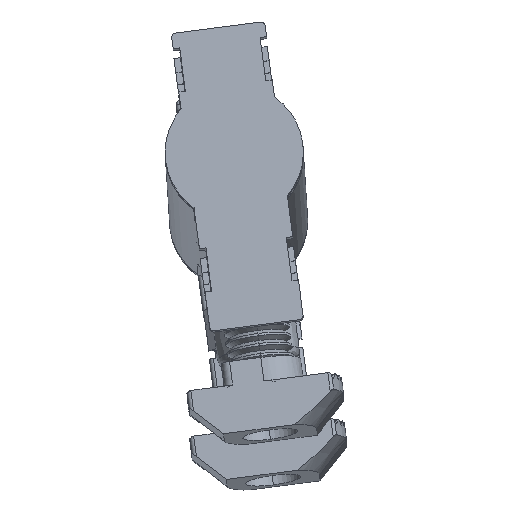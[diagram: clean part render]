
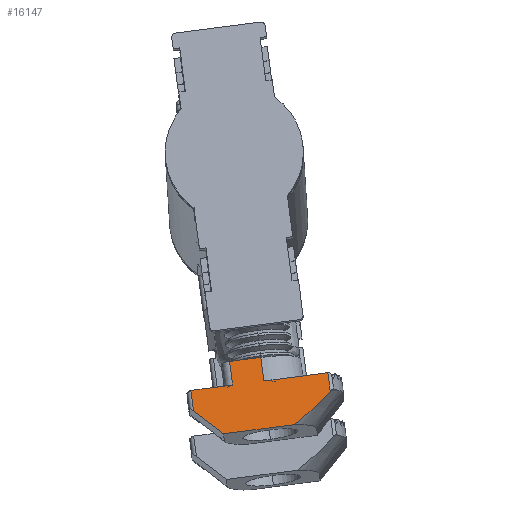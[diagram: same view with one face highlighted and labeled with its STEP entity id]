
A CAD part, top view. The second image highlights one B-rep face of the part: STEP entity #16147.
In plain terms, the highlighted planar face has unit normal (-0.011, 0.167, 0.986).
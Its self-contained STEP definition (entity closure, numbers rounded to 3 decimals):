
#138 = CARTESIAN_POINT ( 'NONE',  ( 35.274, -19.009, 5.352 ) ) ;
#519 = CARTESIAN_POINT ( 'NONE',  ( 45.127, -25.143, 6.5 ) ) ;
#691 = VERTEX_POINT ( 'NONE', #43733 ) ;
#1241 = CARTESIAN_POINT ( 'NONE',  ( 39.47, -21.4, 5.803 ) ) ;
#1242 = VECTOR ( 'NONE', #5047, 1000. ) ;
#3192 = CARTESIAN_POINT ( 'NONE',  ( 34.566, -27.849, 6.843 ) ) ;
#4315 = CARTESIAN_POINT ( 'NONE',  ( 43.998, -26.134, 6.656 ) ) ;
#4579 = ORIENTED_EDGE ( 'NONE', *, *, #4949, .F. ) ;
#4704 = VECTOR ( 'NONE', #34831, 1000. ) ;
#4949 = EDGE_CURVE ( 'NONE', #11764, #10594, #7160, .T. ) ;
#5047 = DIRECTION ( 'NONE',  ( 0.992, 0.128, -0.011 ) ) ;
#5495 = CARTESIAN_POINT ( 'NONE',  ( 30.544, -22.553, 5.901 ) ) ;
#5609 = ORIENTED_EDGE ( 'NONE', *, *, #32667, .F. ) ;
#5764 = LINE ( 'NONE', #17736, #44678 ) ;
#5907 = VERTEX_POINT ( 'NONE', #47708 ) ;
#6718 = LINE ( 'NONE', #5495, #16729 ) ;
#7160 = LINE ( 'NONE', #48746, #25992 ) ;
#7455 = VECTOR ( 'NONE', #43022, 1000. ) ;
#7829 = EDGE_LOOP ( 'NONE', ( #4579, #19823, #21304, #24335, #16387, #42424, #5609, #31953, #20019, #14790 ) ) ;
#7856 = CARTESIAN_POINT ( 'NONE',  ( 30.544, -22.553, 5.901 ) ) ;
#8091 = CARTESIAN_POINT ( 'NONE',  ( 43.188, -26.735, 6.749 ) ) ;
#9917 = CARTESIAN_POINT ( 'NONE',  ( 30.042, -22.568, 5.898 ) ) ;
#10238 = EDGE_CURVE ( 'NONE', #19254, #40290, #28685, .T. ) ;
#10294 = DIRECTION ( 'NONE',  ( 0.992, 0.128, -0.011 ) ) ;
#10594 = VERTEX_POINT ( 'NONE', #138 ) ;
#11660 = CARTESIAN_POINT ( 'NONE',  ( 34.566, -27.849, 6.843 ) ) ;
#11764 = VERTEX_POINT ( 'NONE', #19165 ) ;
#12459 = LINE ( 'NONE', #1241, #1242 ) ;
#13223 = CARTESIAN_POINT ( 'NONE',  ( 30.871, -25.045, 6.327 ) ) ;
#13500 = CARTESIAN_POINT ( 'NONE',  ( 39.092, -18.516, 5.31 ) ) ;
#13704 = DIRECTION ( 'NONE',  ( 0., 0.986, -0.167 ) ) ;
#14790 = ORIENTED_EDGE ( 'NONE', *, *, #23669, .F. ) ;
#15493 = CARTESIAN_POINT ( 'NONE',  ( 47.578, -22.638, 6.102 ) ) ;
#15637 = LINE ( 'NONE', #3192, #35746 ) ;
#15713 = B_SPLINE_CURVE_WITH_KNOTS ( 'NONE', 3,
 ( #15493, #19295, #23058, #519, #26830, #4315, #30642, #8091 ),
 .UNSPECIFIED., .F., .F.,
 ( 4, 2, 2, 4 ),
 ( 0., 0.003, 0.005, 0.006 ),
 .UNSPECIFIED. ) ;
#16147 = ADVANCED_FACE ( 'NONE', ( #27307 ), #17331, .F. ) ;
#16387 = ORIENTED_EDGE ( 'NONE', *, *, #26253, .F. ) ;
#16729 = VECTOR ( 'NONE', #35676, 1000. ) ;
#17331 = PLANE ( 'NONE',  #23973 ) ;
#17408 = EDGE_CURVE ( 'NONE', #33810, #5907, #15713, .T. ) ;
#17736 = CARTESIAN_POINT ( 'NONE',  ( 35.274, -19.009, 5.352 ) ) ;
#19165 = CARTESIAN_POINT ( 'NONE',  ( 35.652, -21.893, 5.845 ) ) ;
#19254 = VERTEX_POINT ( 'NONE', #13223 ) ;
#19295 = CARTESIAN_POINT ( 'NONE',  ( 46.899, -23.376, 6.22 ) ) ;
#19823 = ORIENTED_EDGE ( 'NONE', *, *, #21629, .F. ) ;
#20019 = ORIENTED_EDGE ( 'NONE', *, *, #21279, .F. ) ;
#20425 = CARTESIAN_POINT ( 'NONE',  ( 30.871, -25.045, 6.327 ) ) ;
#21279 = EDGE_CURVE ( 'NONE', #30230, #691, #27948, .T. ) ;
#21304 = ORIENTED_EDGE ( 'NONE', *, *, #10238, .F. ) ;
#21629 = EDGE_CURVE ( 'NONE', #40290, #11764, #6718, .T. ) ;
#22103 = CARTESIAN_POINT ( 'NONE',  ( 39.092, -18.516, 5.31 ) ) ;
#23058 = CARTESIAN_POINT ( 'NONE',  ( 46.208, -24.101, 6.335 ) ) ;
#23669 = EDGE_CURVE ( 'NONE', #10594, #30230, #5764, .T. ) ;
#23973 = AXIS2_PLACEMENT_3D ( 'NONE', #9917, #36312, #13704 ) ;
#24335 = ORIENTED_EDGE ( 'NONE', *, *, #27961, .F. ) ;
#25992 = VECTOR ( 'NONE', #26115, 1000. ) ;
#26115 = DIRECTION ( 'NONE',  ( -0.128, 0.978, -0.167 ) ) ;
#26253 = EDGE_CURVE ( 'NONE', #5907, #43635, #42807, .T. ) ;
#26830 = CARTESIAN_POINT ( 'NONE',  ( 44.759, -25.482, 6.553 ) ) ;
#27307 = FACE_OUTER_BOUND ( 'NONE', #7829, .T. ) ;
#27948 = LINE ( 'NONE', #13500, #36872 ) ;
#27961 = EDGE_CURVE ( 'NONE', #43635, #19254, #15637, .T. ) ;
#28685 = LINE ( 'NONE', #20425, #7455 ) ;
#29094 = CARTESIAN_POINT ( 'NONE',  ( 47.283, -20.391, 5.718 ) ) ;
#29849 = CARTESIAN_POINT ( 'NONE',  ( 43.188, -26.735, 6.749 ) ) ;
#30230 = VERTEX_POINT ( 'NONE', #22103 ) ;
#30642 = CARTESIAN_POINT ( 'NONE',  ( 43.605, -26.447, 6.704 ) ) ;
#31953 = ORIENTED_EDGE ( 'NONE', *, *, #44866, .F. ) ;
#32231 = CARTESIAN_POINT ( 'NONE',  ( 47.578, -22.638, 6.102 ) ) ;
#32667 = EDGE_CURVE ( 'NONE', #35303, #33810, #44800, .T. ) ;
#33670 = DIRECTION ( 'NONE',  ( -0.992, -0.128, 0.011 ) ) ;
#33810 = VERTEX_POINT ( 'NONE', #32231 ) ;
#34831 = DIRECTION ( 'NONE',  ( 0.128, -0.978, 0.167 ) ) ;
#35303 = VERTEX_POINT ( 'NONE', #29094 ) ;
#35676 = DIRECTION ( 'NONE',  ( 0.992, 0.128, -0.011 ) ) ;
#35746 = VECTOR ( 'NONE', #44709, 1000. ) ;
#36312 = DIRECTION ( 'NONE',  ( 0.011, -0.167, -0.986 ) ) ;
#36872 = VECTOR ( 'NONE', #43662, 1000. ) ;
#38898 = CARTESIAN_POINT ( 'NONE',  ( 47.283, -20.391, 5.718 ) ) ;
#40290 = VERTEX_POINT ( 'NONE', #7856 ) ;
#41641 = VECTOR ( 'NONE', #33670, 1000. ) ;
#42424 = ORIENTED_EDGE ( 'NONE', *, *, #17408, .F. ) ;
#42807 = LINE ( 'NONE', #29849, #41641 ) ;
#43022 = DIRECTION ( 'NONE',  ( -0.128, 0.978, -0.167 ) ) ;
#43635 = VERTEX_POINT ( 'NONE', #11660 ) ;
#43662 = DIRECTION ( 'NONE',  ( 0.128, -0.978, 0.167 ) ) ;
#43733 = CARTESIAN_POINT ( 'NONE',  ( 39.47, -21.4, 5.803 ) ) ;
#44678 = VECTOR ( 'NONE', #10294, 1000. ) ;
#44709 = DIRECTION ( 'NONE',  ( -0.792, 0.601, -0.111 ) ) ;
#44800 = LINE ( 'NONE', #38898, #4704 ) ;
#44866 = EDGE_CURVE ( 'NONE', #691, #35303, #12459, .T. ) ;
#47708 = CARTESIAN_POINT ( 'NONE',  ( 43.188, -26.735, 6.749 ) ) ;
#48746 = CARTESIAN_POINT ( 'NONE',  ( 35.652, -21.893, 5.845 ) ) ;
